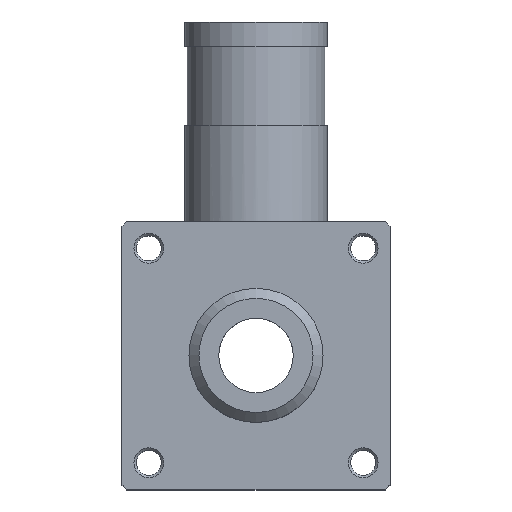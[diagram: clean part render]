
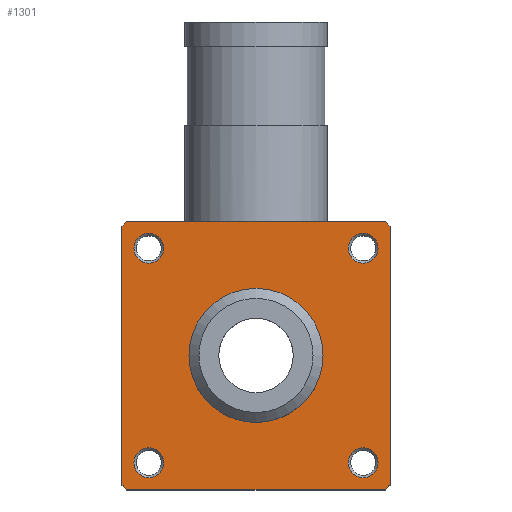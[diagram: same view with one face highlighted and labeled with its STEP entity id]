
A CAD part, top view. The second image highlights one B-rep face of the part: STEP entity #1301.
In plain terms, the highlighted planar face has unit normal (0, 0, 1).
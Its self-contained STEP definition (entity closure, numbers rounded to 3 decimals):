
#112=CARTESIAN_POINT('',(-22.5,45.0,90.0));
#113=VERTEX_POINT('',#112);
#114=CARTESIAN_POINT('',(0.0,45.0,90.0));
#115=DIRECTION('',(0.0,0.0,1.0));
#116=DIRECTION('',(1.0,0.0,0.0));
#117=AXIS2_PLACEMENT_3D('',#114,#115,#116);
#118=CIRCLE('',#117,22.5);
#119=EDGE_CURVE('',#113,#113,#118,.T.);
#818=CARTESIAN_POINT('',(31.0,9.0,90.0));
#819=VERTEX_POINT('',#818);
#820=CARTESIAN_POINT('',(36.0,9.0,90.0));
#821=DIRECTION('',(0.0,0.0,-1.0));
#822=DIRECTION('',(1.0,0.0,0.0));
#823=AXIS2_PLACEMENT_3D('',#820,#821,#822);
#824=CIRCLE('',#823,5.);
#825=EDGE_CURVE('',#819,#819,#824,.T.);
#886=CARTESIAN_POINT('',(-41.,81.0,90.0));
#887=VERTEX_POINT('',#886);
#888=CARTESIAN_POINT('',(-36.0,81.0,90.0));
#889=DIRECTION('',(0.0,0.0,-1.0));
#890=DIRECTION('',(1.0,0.0,0.0));
#891=AXIS2_PLACEMENT_3D('',#888,#889,#890);
#892=CIRCLE('',#891,5.);
#893=EDGE_CURVE('',#887,#887,#892,.T.);
#954=CARTESIAN_POINT('',(31.0,81.0,90.0));
#955=VERTEX_POINT('',#954);
#956=CARTESIAN_POINT('',(36.0,81.0,90.0));
#957=DIRECTION('',(0.0,0.0,-1.0));
#958=DIRECTION('',(1.0,0.0,0.0));
#959=AXIS2_PLACEMENT_3D('',#956,#957,#958);
#960=CIRCLE('',#959,5.);
#961=EDGE_CURVE('',#955,#955,#960,.T.);
#1022=CARTESIAN_POINT('',(-41.,9.0,90.0));
#1023=VERTEX_POINT('',#1022);
#1024=CARTESIAN_POINT('',(-36.0,9.0,90.0));
#1025=DIRECTION('',(0.0,0.0,-1.0));
#1026=DIRECTION('',(1.0,0.0,0.0));
#1027=AXIS2_PLACEMENT_3D('',#1024,#1025,#1026);
#1028=CIRCLE('',#1027,5.);
#1029=EDGE_CURVE('',#1023,#1023,#1028,.T.);
#1215=CARTESIAN_POINT('',(0.0,0.0,90.0));
#1216=DIRECTION('',(0.0,0.0,1.0));
#1217=DIRECTION('',(1.0,0.0,0.0));
#1218=AXIS2_PLACEMENT_3D('',#1215,#1216,#1217);
#1219=PLANE('',#1218);
#1220=CARTESIAN_POINT('',(-45.0,88.333,90.0));
#1221=VERTEX_POINT('',#1220);
#1222=CARTESIAN_POINT('',(-45.0,1.667,90.0));
#1223=VERTEX_POINT('',#1222);
#1224=CARTESIAN_POINT('',(-45.0,88.333,90.0));
#1225=DIRECTION('',(0.0,-1.0,0.0));
#1226=VECTOR('',#1225,86.667);
#1227=LINE('',#1224,#1226);
#1228=EDGE_CURVE('',#1221,#1223,#1227,.T.);
#1229=ORIENTED_EDGE('',*,*,#1228,.T.);
#1230=CARTESIAN_POINT('',(-43.333,0.0,90.0));
#1231=VERTEX_POINT('',#1230);
#1232=CARTESIAN_POINT('',(-45.0,1.667,90.0));
#1233=DIRECTION('',(0.707,-0.707,0.0));
#1234=VECTOR('',#1233,2.357);
#1235=LINE('',#1232,#1234);
#1236=EDGE_CURVE('',#1223,#1231,#1235,.T.);
#1237=ORIENTED_EDGE('',*,*,#1236,.T.);
#1238=CARTESIAN_POINT('',(43.333,0.0,90.0));
#1239=VERTEX_POINT('',#1238);
#1240=CARTESIAN_POINT('',(-43.333,0.0,90.0));
#1241=DIRECTION('',(1.0,0.0,0.0));
#1242=VECTOR('',#1241,86.667);
#1243=LINE('',#1240,#1242);
#1244=EDGE_CURVE('',#1231,#1239,#1243,.T.);
#1245=ORIENTED_EDGE('',*,*,#1244,.T.);
#1246=CARTESIAN_POINT('',(45.0,1.667,90.0));
#1247=VERTEX_POINT('',#1246);
#1248=CARTESIAN_POINT('',(43.333,0.0,90.0));
#1249=DIRECTION('',(0.707,0.707,0.0));
#1250=VECTOR('',#1249,2.357);
#1251=LINE('',#1248,#1250);
#1252=EDGE_CURVE('',#1239,#1247,#1251,.T.);
#1253=ORIENTED_EDGE('',*,*,#1252,.T.);
#1254=CARTESIAN_POINT('',(45.0,88.333,90.0));
#1255=VERTEX_POINT('',#1254);
#1256=CARTESIAN_POINT('',(45.0,1.667,90.0));
#1257=DIRECTION('',(0.0,1.0,0.0));
#1258=VECTOR('',#1257,86.667);
#1259=LINE('',#1256,#1258);
#1260=EDGE_CURVE('',#1247,#1255,#1259,.T.);
#1261=ORIENTED_EDGE('',*,*,#1260,.T.);
#1262=CARTESIAN_POINT('',(43.333,90.0,90.0));
#1263=VERTEX_POINT('',#1262);
#1264=CARTESIAN_POINT('',(45.0,88.333,90.0));
#1265=DIRECTION('',(-0.707,0.707,0.0));
#1266=VECTOR('',#1265,2.357);
#1267=LINE('',#1264,#1266);
#1268=EDGE_CURVE('',#1255,#1263,#1267,.T.);
#1269=ORIENTED_EDGE('',*,*,#1268,.T.);
#1270=CARTESIAN_POINT('',(-43.333,90.0,90.0));
#1271=VERTEX_POINT('',#1270);
#1272=CARTESIAN_POINT('',(43.333,90.0,90.0));
#1273=DIRECTION('',(-1.0,0.0,0.0));
#1274=VECTOR('',#1273,86.667);
#1275=LINE('',#1272,#1274);
#1276=EDGE_CURVE('',#1263,#1271,#1275,.T.);
#1277=ORIENTED_EDGE('',*,*,#1276,.T.);
#1278=CARTESIAN_POINT('',(-43.333,90.0,90.0));
#1279=DIRECTION('',(-0.707,-0.707,0.0));
#1280=VECTOR('',#1279,2.357);
#1281=LINE('',#1278,#1280);
#1282=EDGE_CURVE('',#1271,#1221,#1281,.T.);
#1283=ORIENTED_EDGE('',*,*,#1282,.T.);
#1284=EDGE_LOOP('',(#1229,#1237,#1245,#1253,#1261,#1269,#1277,#1283));
#1285=FACE_OUTER_BOUND('',#1284,.T.);
#1286=ORIENTED_EDGE('',*,*,#961,.T.);
#1287=EDGE_LOOP('',(#1286));
#1288=FACE_BOUND('',#1287,.T.);
#1289=ORIENTED_EDGE('',*,*,#893,.T.);
#1290=EDGE_LOOP('',(#1289));
#1291=FACE_BOUND('',#1290,.T.);
#1292=ORIENTED_EDGE('',*,*,#825,.T.);
#1293=EDGE_LOOP('',(#1292));
#1294=FACE_BOUND('',#1293,.T.);
#1295=ORIENTED_EDGE('',*,*,#1029,.T.);
#1296=EDGE_LOOP('',(#1295));
#1297=FACE_BOUND('',#1296,.T.);
#1298=ORIENTED_EDGE('',*,*,#119,.F.);
#1299=EDGE_LOOP('',(#1298));
#1300=FACE_BOUND('',#1299,.T.);
#1301=ADVANCED_FACE('',(#1285,#1288,#1291,#1294,#1297,#1300),#1219,.T.);
